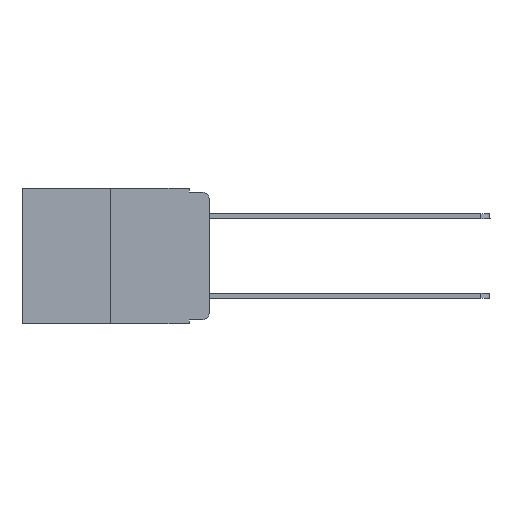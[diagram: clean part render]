
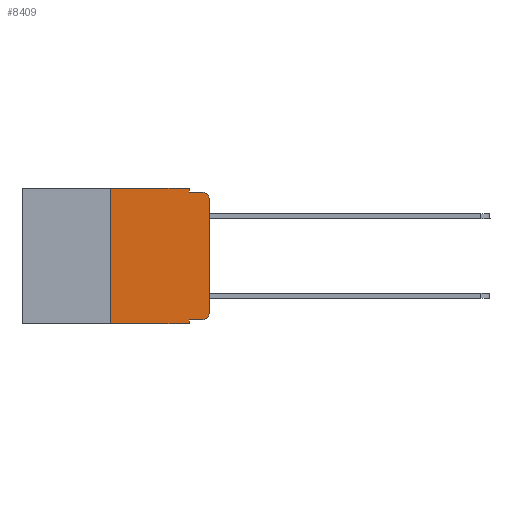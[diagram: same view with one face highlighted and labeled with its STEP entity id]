
A CAD part, left-side view. The second image highlights one B-rep face of the part: STEP entity #8409.
In plain terms, the highlighted planar face has unit normal (-1, 0, 0).
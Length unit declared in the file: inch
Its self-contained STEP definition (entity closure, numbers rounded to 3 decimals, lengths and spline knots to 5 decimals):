
#281 = CARTESIAN_POINT ( 'NONE',  ( 0., 0.051, -0.343 ) ) ;
#395 = DIRECTION ( 'NONE',  ( 0., 0., 1. ) ) ;
#612 = VERTEX_POINT ( 'NONE', #281 ) ;
#967 = CARTESIAN_POINT ( 'NONE',  ( 0., 0.02, -0.333 ) ) ;
#1093 = EDGE_CURVE ( 'NONE', #16234, #15272, #11638, .T. ) ;
#1110 = CARTESIAN_POINT ( 'NONE',  ( 0., 0.051, -0.01 ) ) ;
#1125 = ORIENTED_EDGE ( 'NONE', *, *, #2126, .T. ) ;
#1178 = ORIENTED_EDGE ( 'NONE', *, *, #15344, .F. ) ;
#1246 = CARTESIAN_POINT ( 'NONE',  ( 0., 0.25, -0.343 ) ) ;
#1484 = DIRECTION ( 'NONE',  ( 0., -1., 0. ) ) ;
#1513 = EDGE_CURVE ( 'NONE', #12438, #5738, #6207, .T. ) ;
#1537 = EDGE_LOOP ( 'NONE', ( #12136, #9239, #9517, #15102, #4175, #1559, #14171, #1178, #5987, #1125 ) ) ;
#1559 = ORIENTED_EDGE ( 'NONE', *, *, #3006, .F. ) ;
#1563 = VERTEX_POINT ( 'NONE', #8523 ) ;
#1568 = EDGE_CURVE ( 'NONE', #15272, #5738, #14510, .T. ) ;
#1578 = CARTESIAN_POINT ( 'NONE',  ( 0., 0.051, -0.01 ) ) ;
#1618 = CARTESIAN_POINT ( 'NONE',  ( 0., 0.02, -0.313 ) ) ;
#1964 = VECTOR ( 'NONE', #12403, 39.37008 ) ;
#1967 = CARTESIAN_POINT ( 'NONE',  ( 0., 0.25, 0. ) ) ;
#2126 = EDGE_CURVE ( 'NONE', #2584, #1563, #16479, .T. ) ;
#2584 = VERTEX_POINT ( 'NONE', #967 ) ;
#2748 = DIRECTION ( 'NONE',  ( 0., 0., -1. ) ) ;
#2752 = VECTOR ( 'NONE', #12375, 39.37008 ) ;
#3006 = EDGE_CURVE ( 'NONE', #8078, #10600, #18051, .T. ) ;
#3260 = AXIS2_PLACEMENT_3D ( 'NONE', #18175, #12700, #11241 ) ;
#3621 = CARTESIAN_POINT ( 'NONE',  ( 0., 0.051, 0. ) ) ;
#4175 = ORIENTED_EDGE ( 'NONE', *, *, #9109, .F. ) ;
#4332 = LINE ( 'NONE', #13931, #2752 ) ;
#5432 = CARTESIAN_POINT ( 'NONE',  ( 0., 0.473, 0. ) ) ;
#5475 = AXIS2_PLACEMENT_3D ( 'NONE', #1618, #11314, #15423 ) ;
#5738 = VERTEX_POINT ( 'NONE', #7196 ) ;
#5987 = ORIENTED_EDGE ( 'NONE', *, *, #13206, .T. ) ;
#6207 = CIRCLE ( 'NONE', #12577, 0.02 ) ;
#6664 = DIRECTION ( 'NONE',  ( 0., 0., 1. ) ) ;
#6845 = CARTESIAN_POINT ( 'NONE',  ( 0., 0.25, 0. ) ) ;
#7196 = CARTESIAN_POINT ( 'NONE',  ( 0., 0.02, -0.01 ) ) ;
#7416 = DIRECTION ( 'NONE',  ( 0., 0., -1. ) ) ;
#7432 = VECTOR ( 'NONE', #14155, 39.37008 ) ;
#7641 = VECTOR ( 'NONE', #6664, 39.37008 ) ;
#8065 = CARTESIAN_POINT ( 'NONE',  ( 0., 0.051, -0.333 ) ) ;
#8078 = VERTEX_POINT ( 'NONE', #1246 ) ;
#8119 = LINE ( 'NONE', #13161, #8333 ) ;
#8333 = VECTOR ( 'NONE', #7416, 39.37008 ) ;
#8409 = ADVANCED_FACE ( 'NONE', ( #17590 ), #16720, .F. ) ;
#8523 = CARTESIAN_POINT ( 'NONE',  ( 0., 0., -0.313 ) ) ;
#9109 = EDGE_CURVE ( 'NONE', #10600, #16234, #14838, .T. ) ;
#9239 = ORIENTED_EDGE ( 'NONE', *, *, #1513, .T. ) ;
#9517 = ORIENTED_EDGE ( 'NONE', *, *, #1568, .F. ) ;
#9992 = VECTOR ( 'NONE', #395, 39.37008 ) ;
#10600 = VERTEX_POINT ( 'NONE', #6845 ) ;
#10969 = LINE ( 'NONE', #18081, #1964 ) ;
#11241 = DIRECTION ( 'NONE',  ( 0., 0., -1. ) ) ;
#11314 = DIRECTION ( 'NONE',  ( -1., 0., 0. ) ) ;
#11638 = LINE ( 'NONE', #14481, #14528 ) ;
#11853 = VECTOR ( 'NONE', #1484, 39.37008 ) ;
#12136 = ORIENTED_EDGE ( 'NONE', *, *, #15793, .T. ) ;
#12375 = DIRECTION ( 'NONE',  ( 0., -1., 0. ) ) ;
#12403 = DIRECTION ( 'NONE',  ( 0., -1., 0. ) ) ;
#12438 = VERTEX_POINT ( 'NONE', #14641 ) ;
#12577 = AXIS2_PLACEMENT_3D ( 'NONE', #18421, #12818, #2748 ) ;
#12700 = DIRECTION ( 'NONE',  ( 1., 0., 0. ) ) ;
#12818 = DIRECTION ( 'NONE',  ( -1., 0., 0. ) ) ;
#13161 = CARTESIAN_POINT ( 'NONE',  ( 0., 0.051, 0. ) ) ;
#13206 = EDGE_CURVE ( 'NONE', #16453, #2584, #4332, .T. ) ;
#13931 = CARTESIAN_POINT ( 'NONE',  ( 0., 0.051, -0.333 ) ) ;
#14155 = DIRECTION ( 'NONE',  ( 0., -1., 0. ) ) ;
#14171 = ORIENTED_EDGE ( 'NONE', *, *, #16959, .T. ) ;
#14481 = CARTESIAN_POINT ( 'NONE',  ( 0., 0.051, 0. ) ) ;
#14510 = LINE ( 'NONE', #1110, #11853 ) ;
#14528 = VECTOR ( 'NONE', #17850, 39.37008 ) ;
#14641 = CARTESIAN_POINT ( 'NONE',  ( 0., 0., -0.03 ) ) ;
#14838 = LINE ( 'NONE', #5432, #7432 ) ;
#15102 = ORIENTED_EDGE ( 'NONE', *, *, #1093, .F. ) ;
#15244 = CARTESIAN_POINT ( 'NONE',  ( 0., 0., 0. ) ) ;
#15272 = VERTEX_POINT ( 'NONE', #1578 ) ;
#15344 = EDGE_CURVE ( 'NONE', #16453, #612, #8119, .T. ) ;
#15423 = DIRECTION ( 'NONE',  ( 0., 0., -1. ) ) ;
#15793 = EDGE_CURVE ( 'NONE', #1563, #12438, #17517, .T. ) ;
#16234 = VERTEX_POINT ( 'NONE', #3621 ) ;
#16453 = VERTEX_POINT ( 'NONE', #8065 ) ;
#16479 = CIRCLE ( 'NONE', #5475, 0.02 ) ;
#16720 = PLANE ( 'NONE',  #3260 ) ;
#16959 = EDGE_CURVE ( 'NONE', #8078, #612, #10969, .T. ) ;
#17517 = LINE ( 'NONE', #15244, #7641 ) ;
#17590 = FACE_OUTER_BOUND ( 'NONE', #1537, .T. ) ;
#17850 = DIRECTION ( 'NONE',  ( 0., 0., -1. ) ) ;
#18051 = LINE ( 'NONE', #1967, #9992 ) ;
#18081 = CARTESIAN_POINT ( 'NONE',  ( 0., 0.473, -0.343 ) ) ;
#18175 = CARTESIAN_POINT ( 'NONE',  ( 0., 0.473, 0. ) ) ;
#18421 = CARTESIAN_POINT ( 'NONE',  ( 0., 0.02, -0.03 ) ) ;
